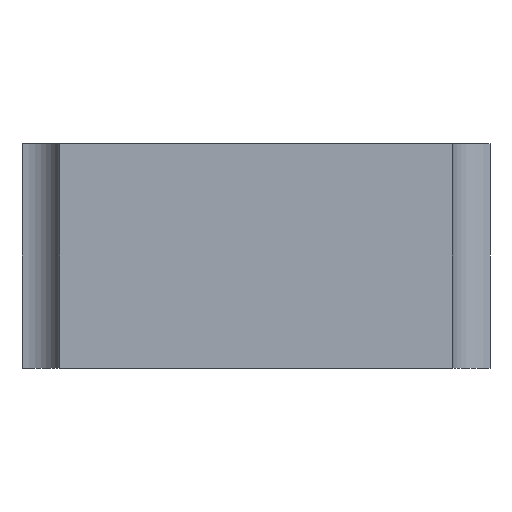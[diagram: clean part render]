
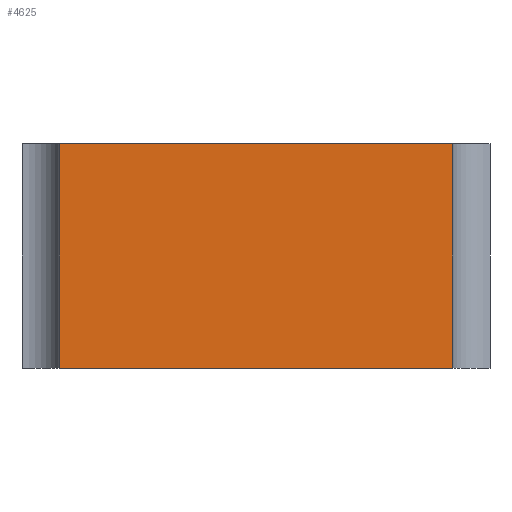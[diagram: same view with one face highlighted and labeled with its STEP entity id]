
A CAD part, left-side view. The second image highlights one B-rep face of the part: STEP entity #4625.
In plain terms, the highlighted planar face has unit normal (-1, 0, 0).
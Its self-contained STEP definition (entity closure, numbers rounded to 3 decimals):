
#35 = CARTESIAN_POINT ( 'NONE',  ( -1.6, -1.048, 1.2 ) ) ;
#43 = PLANE ( 'NONE',  #6636 ) ;
#95 = LINE ( 'NONE', #6408, #6033 ) ;
#429 = DIRECTION ( 'NONE',  ( 0., -1., 0. ) ) ;
#621 = DIRECTION ( 'NONE',  ( 0., 1., 0. ) ) ;
#831 = EDGE_CURVE ( 'NONE', #7176, #1913, #95, .T. ) ;
#1032 = LINE ( 'NONE', #1533, #4200 ) ;
#1155 = FACE_OUTER_BOUND ( 'NONE', #3594, .T. ) ;
#1318 = VERTEX_POINT ( 'NONE', #4346 ) ;
#1446 = LINE ( 'NONE', #1698, #4955 ) ;
#1533 = CARTESIAN_POINT ( 'NONE',  ( -1.6, -1.048, 1.2 ) ) ;
#1698 = CARTESIAN_POINT ( 'NONE',  ( -1.6, 1.048, 1.2 ) ) ;
#1908 = CARTESIAN_POINT ( 'NONE',  ( -1.6, 1.048, 1.2 ) ) ;
#1913 = VERTEX_POINT ( 'NONE', #4478 ) ;
#2272 = DIRECTION ( 'NONE',  ( 0., 0., -1. ) ) ;
#2623 = VECTOR ( 'NONE', #429, 1000. ) ;
#2821 = LINE ( 'NONE', #7549, #2623 ) ;
#3004 = CARTESIAN_POINT ( 'NONE',  ( -1.6, 1.048, 1.2 ) ) ;
#3594 = EDGE_LOOP ( 'NONE', ( #6720, #7214, #6307, #6727 ) ) ;
#4096 = EDGE_CURVE ( 'NONE', #1913, #1318, #2821, .T. ) ;
#4186 = DIRECTION ( 'NONE',  ( 1., 0., 0. ) ) ;
#4200 = VECTOR ( 'NONE', #5672, 1000. ) ;
#4242 = VERTEX_POINT ( 'NONE', #35 ) ;
#4346 = CARTESIAN_POINT ( 'NONE',  ( -1.6, -1.048, 0. ) ) ;
#4478 = CARTESIAN_POINT ( 'NONE',  ( -1.6, 1.048, 0. ) ) ;
#4625 = ADVANCED_FACE ( 'NONE', ( #1155 ), #43, .F. ) ;
#4955 = VECTOR ( 'NONE', #5845, 1000. ) ;
#5079 = EDGE_CURVE ( 'NONE', #4242, #1318, #1032, .T. ) ;
#5672 = DIRECTION ( 'NONE',  ( 0., 0., -1. ) ) ;
#5845 = DIRECTION ( 'NONE',  ( 0., -1., 0. ) ) ;
#6033 = VECTOR ( 'NONE', #2272, 1000. ) ;
#6307 = ORIENTED_EDGE ( 'NONE', *, *, #7457, .F. ) ;
#6408 = CARTESIAN_POINT ( 'NONE',  ( -1.6, 1.048, 1.2 ) ) ;
#6636 = AXIS2_PLACEMENT_3D ( 'NONE', #3004, #4186, #621 ) ;
#6720 = ORIENTED_EDGE ( 'NONE', *, *, #4096, .T. ) ;
#6727 = ORIENTED_EDGE ( 'NONE', *, *, #831, .T. ) ;
#7176 = VERTEX_POINT ( 'NONE', #1908 ) ;
#7214 = ORIENTED_EDGE ( 'NONE', *, *, #5079, .F. ) ;
#7457 = EDGE_CURVE ( 'NONE', #7176, #4242, #1446, .T. ) ;
#7549 = CARTESIAN_POINT ( 'NONE',  ( -1.6, 1.048, 0. ) ) ;
